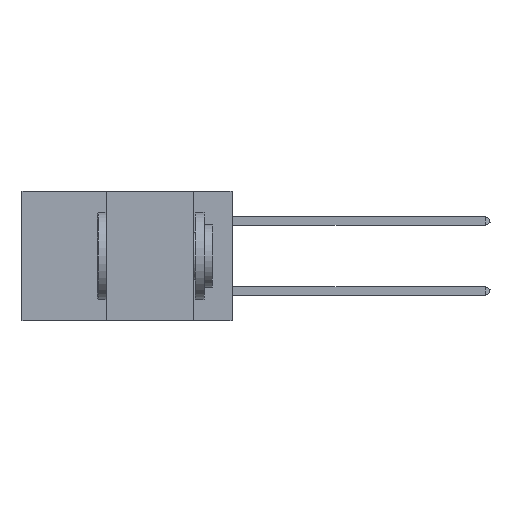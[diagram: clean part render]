
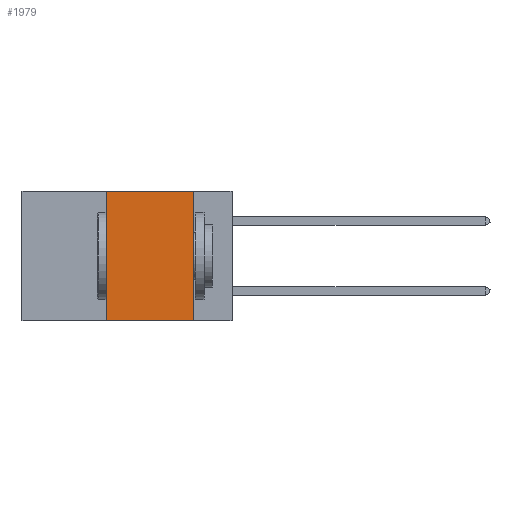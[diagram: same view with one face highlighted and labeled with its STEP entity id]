
A CAD part, left-side view. The second image highlights one B-rep face of the part: STEP entity #1979.
In plain terms, the highlighted planar face has unit normal (-1, 0, 0).
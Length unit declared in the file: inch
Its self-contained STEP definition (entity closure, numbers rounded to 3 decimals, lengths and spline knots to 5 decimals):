
#1826 = CARTESIAN_POINT ( 'NONE',  ( 0., 0.6, 0. ) ) ;
#1979 = ADVANCED_FACE ( 'NONE', ( #10270 ), #10022, .F. ) ;
#2802 = DIRECTION ( 'NONE',  ( 0., 0., -1. ) ) ;
#3089 = ORIENTED_EDGE ( 'NONE', *, *, #4763, .T. ) ;
#3609 = ORIENTED_EDGE ( 'NONE', *, *, #19283, .F. ) ;
#3658 = CARTESIAN_POINT ( 'NONE',  ( 0., 0.36, 0. ) ) ;
#3695 = ORIENTED_EDGE ( 'NONE', *, *, #18354, .F. ) ;
#3871 = ORIENTED_EDGE ( 'NONE', *, *, #5898, .F. ) ;
#3909 = LINE ( 'NONE', #11141, #6782 ) ;
#4169 = LINE ( 'NONE', #13345, #16678 ) ;
#4763 = EDGE_CURVE ( 'NONE', #8076, #19768, #4169, .T. ) ;
#4931 = DIRECTION ( 'NONE',  ( 0., 0., 1. ) ) ;
#5431 = DIRECTION ( 'NONE',  ( 0., 0., -1. ) ) ;
#5898 = EDGE_CURVE ( 'NONE', #8634, #19768, #3909, .T. ) ;
#6084 = CARTESIAN_POINT ( 'NONE',  ( 0., 0.11, -0.37 ) ) ;
#6770 = LINE ( 'NONE', #16335, #14916 ) ;
#6782 = VECTOR ( 'NONE', #2802, 39.37008 ) ;
#7750 = EDGE_LOOP ( 'NONE', ( #3871, #3695, #3609, #3089 ) ) ;
#8076 = VERTEX_POINT ( 'NONE', #9172 ) ;
#8634 = VERTEX_POINT ( 'NONE', #15197 ) ;
#9172 = CARTESIAN_POINT ( 'NONE',  ( 0., 0.36, -0.37 ) ) ;
#10022 = PLANE ( 'NONE',  #10290 ) ;
#10270 = FACE_OUTER_BOUND ( 'NONE', #7750, .T. ) ;
#10290 = AXIS2_PLACEMENT_3D ( 'NONE', #1826, #10445, #5431 ) ;
#10445 = DIRECTION ( 'NONE',  ( 1., 0., 0. ) ) ;
#10458 = CARTESIAN_POINT ( 'NONE',  ( 0., 0.6, 0. ) ) ;
#11141 = CARTESIAN_POINT ( 'NONE',  ( 0., 0.11, 0. ) ) ;
#12190 = VERTEX_POINT ( 'NONE', #3658 ) ;
#13345 = CARTESIAN_POINT ( 'NONE',  ( 0., 0.6, -0.37 ) ) ;
#14916 = VECTOR ( 'NONE', #4931, 39.37008 ) ;
#14988 = DIRECTION ( 'NONE',  ( 0., -1., 0. ) ) ;
#15197 = CARTESIAN_POINT ( 'NONE',  ( 0., 0.11, 0. ) ) ;
#16335 = CARTESIAN_POINT ( 'NONE',  ( 0., 0.36, 0. ) ) ;
#16678 = VECTOR ( 'NONE', #14988, 39.37008 ) ;
#18354 = EDGE_CURVE ( 'NONE', #12190, #8634, #19671, .T. ) ;
#19283 = EDGE_CURVE ( 'NONE', #8076, #12190, #6770, .T. ) ;
#19671 = LINE ( 'NONE', #10458, #20166 ) ;
#19768 = VERTEX_POINT ( 'NONE', #6084 ) ;
#20023 = DIRECTION ( 'NONE',  ( 0., -1., 0. ) ) ;
#20166 = VECTOR ( 'NONE', #20023, 39.37008 ) ;
